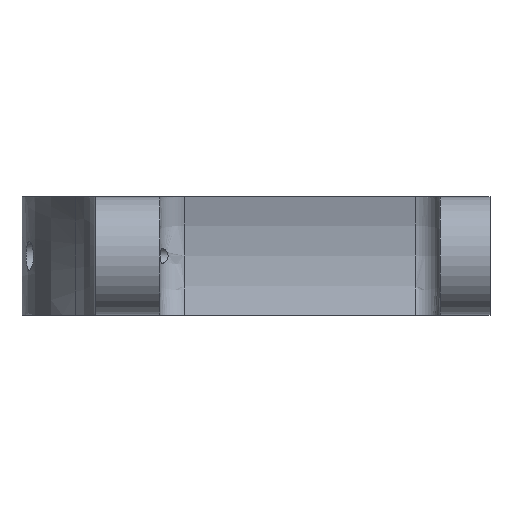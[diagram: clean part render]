
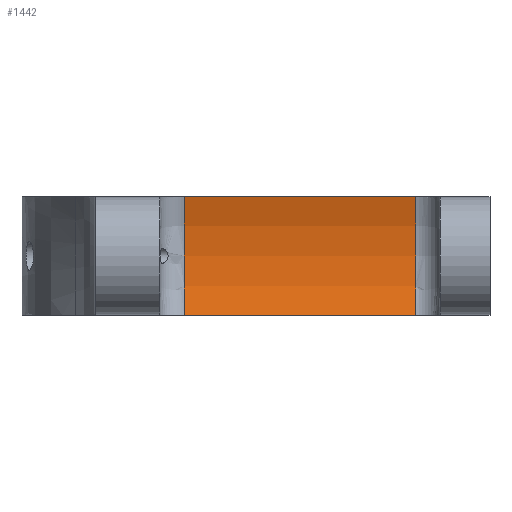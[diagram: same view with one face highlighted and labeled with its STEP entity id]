
A CAD part, front view. The second image highlights one B-rep face of the part: STEP entity #1442.
In plain terms, the highlighted cylindrical face has radius 42.215 mm (diameter 84.43 mm), a partial arc.
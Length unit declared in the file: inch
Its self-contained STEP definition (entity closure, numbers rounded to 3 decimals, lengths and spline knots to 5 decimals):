
#64=CYLINDRICAL_SURFACE('',#1567,1.662);
#132=CIRCLE('',#1562,1.662);
#134=CIRCLE('',#1566,1.662);
#208=FACE_OUTER_BOUND('',#292,.T.);
#292=EDGE_LOOP('',(#1096,#1097,#1098,#1099));
#389=LINE('',#2193,#502);
#410=LINE('',#2537,#523);
#502=VECTOR('',#1755,0.3937);
#523=VECTOR('',#1828,0.3937);
#616=VERTEX_POINT('',#2173);
#617=VERTEX_POINT('',#2192);
#651=VERTEX_POINT('',#2491);
#653=VERTEX_POINT('',#2516);
#774=EDGE_CURVE('',#617,#616,#389,.T.);
#820=EDGE_CURVE('',#651,#616,#132,.T.);
#823=EDGE_CURVE('',#617,#653,#134,.T.);
#825=EDGE_CURVE('',#653,#651,#410,.T.);
#1096=ORIENTED_EDGE('',*,*,#820,.F.);
#1097=ORIENTED_EDGE('',*,*,#825,.F.);
#1098=ORIENTED_EDGE('',*,*,#823,.F.);
#1099=ORIENTED_EDGE('',*,*,#774,.T.);
#1442=ADVANCED_FACE('',(#208),#64,.F.);
#1562=AXIS2_PLACEMENT_3D('',#2510,#1815,#1816);
#1566=AXIS2_PLACEMENT_3D('',#2517,#1824,#1825);
#1567=AXIS2_PLACEMENT_3D('',#2536,#1826,#1827);
#1755=DIRECTION('',(1.,0.,0.));
#1815=DIRECTION('center_axis',(-1.,0.,0.));
#1816=DIRECTION('ref_axis',(0.,1.,0.));
#1824=DIRECTION('center_axis',(1.,0.,0.));
#1825=DIRECTION('ref_axis',(0.,1.,0.));
#1826=DIRECTION('center_axis',(1.,0.,0.));
#1827=DIRECTION('ref_axis',(0.,0.,-1.));
#1828=DIRECTION('',(1.,0.,0.));
#2173=CARTESIAN_POINT('',(2.94517,-4.26071,-0.49059));
#2192=CARTESIAN_POINT('',(1.02677,-4.26071,-0.49059));
#2193=CARTESIAN_POINT('',(1.57392,-4.26071,-0.49059));
#2491=CARTESIAN_POINT('',(2.94517,-4.26071,0.49059));
#2510=CARTESIAN_POINT('Origin',(2.94517,-5.84865,0.));
#2516=CARTESIAN_POINT('',(1.02677,-4.26071,0.49059));
#2517=CARTESIAN_POINT('Origin',(1.02677,-5.84865,0.));
#2536=CARTESIAN_POINT('Origin',(0.76867,-5.84865,0.));
#2537=CARTESIAN_POINT('',(0.76867,-4.26071,0.49059));
